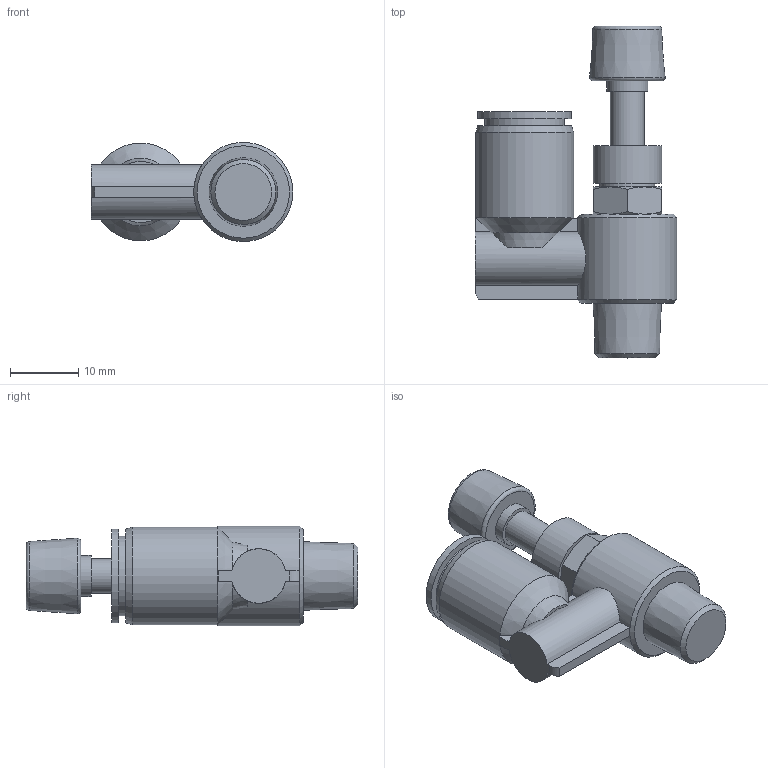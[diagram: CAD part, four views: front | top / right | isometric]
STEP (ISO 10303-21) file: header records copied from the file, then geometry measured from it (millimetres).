
FILE_DESCRIPTION(/* description */ ('STEP AP214'),/* implementation_level */ '2;1');
FILE_NAME(/* name */ '153515_LRL-1_8-QS-8',/* time_stamp */ '2024-09-04T23:16:06+02:00',/* author */ ('License CC BY-ND 4.0'),/* organization */ ('CADENAS'),/* preprocessor_version */ 'ST-DEVELOPER v19.3',/* originating_system */ 'PARTsolutions',/* authorisation */ ' ');
FILE_SCHEMA (('AUTOMOTIVE_DESIGN {1 0 10303 214 3 1 1}'));
Length unit declared in the file: millimetre
Products named in the file (1): 153515 LRL-1/8-QS-8---(0)
Bounding box: 29.5 x 48.5 x 14.5 mm (x, y, z)
Volume: 7063.1 mm3; surface area: 4002.6 mm2
Topology: 1 solids, 1 shells, 68 faces, 158 edges, 99 vertices
Faces by surface type: plane 33, cone 21, cylinder 12, torus 2
Full cylindrical faces by diameter (mm): 4.988 x1, 6 x1, 8 x2, 10 x1, 11.6 x1, 13.688 x1, 14.3 x1, 14.5 x1
Entity records: 1915 total; most frequent: CARTESIAN_POINT 448, DIRECTION 289, ORIENTED_EDGE 276, EDGE_CURVE 138, AXIS2_PLACEMENT_3D 124, VERTEX_POINT 97, EDGE_LOOP 97, FACE_BOUND 97
